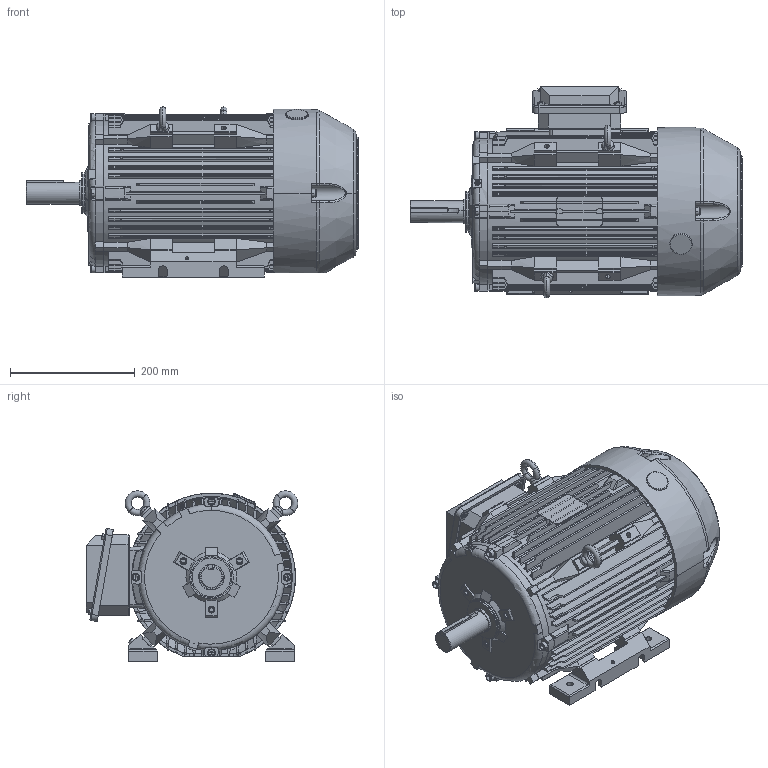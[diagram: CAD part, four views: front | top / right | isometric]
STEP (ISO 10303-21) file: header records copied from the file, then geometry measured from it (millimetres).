
FILE_DESCRIPTION (( 'STEP AP203' ), '1' );
FILE_NAME ('841-215T俋倛芞.STEP', '2019-04-22T01:15:22', ( 'abc' ), ( '' ), 'SwSTEP 2.0', 'SolidWorks 2008', '' );
FILE_SCHEMA (( 'CONFIG_CONTROL_DESIGN' ));
Length unit declared in the file: millimetre
Products named in the file (21): NEMA 215 底脚（接地）_默认; 841-215T转子_默认; 210T(132)_默认; 132风叶_默认; 铜油嘴M6_默认; 吊环M8_默认; 放油嘴_默认; 841-215T俋倛芞; 新215T B5机壳加工_默认; 841-215T转轴_默认; 6308_默认; TX 132 开式轴承端盖加工_默认; 迷宫式油封40-58-16_默认; TX 132铸铁风罩(841)_默认; 扣塞_默认; M6-20_默认; M8-30_默认; NEMA 180-210T接线盒座(斜)_默认; NEMA 180-210T接线盒盖(斜)_默认; M6-10 a_默认; 210T平键_默认
Assembly tree (40 placements, depth 3):
  841-215T俋倛芞
    841-215T转子_默认
      841-215T转轴_默认
      6308_默认  x2
    M8-30_默认  x8
    M6-20_默认  x3
    NEMA 215 底脚（接地）_默认  x2
    扣塞_默认
    M6-10 a_默认  x5
    210T(132)_默认  x3
    吊环M8_默认  x2
    TX 132 开式轴承端盖加工_默认  x2
    迷宫式油封40-58-16_默认
    放油嘴_默认  x2
    NEMA 180-210T接线盒盖(斜)_默认
    新215T B5机壳加工_默认
    NEMA 180-210T接线盒座(斜)_默认
    210T平键_默认
    132风叶_默认
    TX 132铸铁风罩(841)_默认
    铜油嘴M6_默认
Bounding box: 533.15 x 339.94 x 273.47 mm (x, y, z)
Volume: 5566903.9 mm3; surface area: 1800690.7 mm2
Topology: 40 solids, 40 shells, 3070 faces, 8059 edges, 5084 vertices
Faces by surface type: plane 1417, cylinder 975, torus 309, cone 192, bspline 173, sphere 4
Entity records: 85072 total; most frequent: CARTESIAN_POINT 25840, ORIENTED_EDGE 12248, DIRECTION 11429, EDGE_CURVE 6124, AXIS2_PLACEMENT_3D 4225, VERTEX_POINT 3895, VECTOR 2979, LINE 2979
